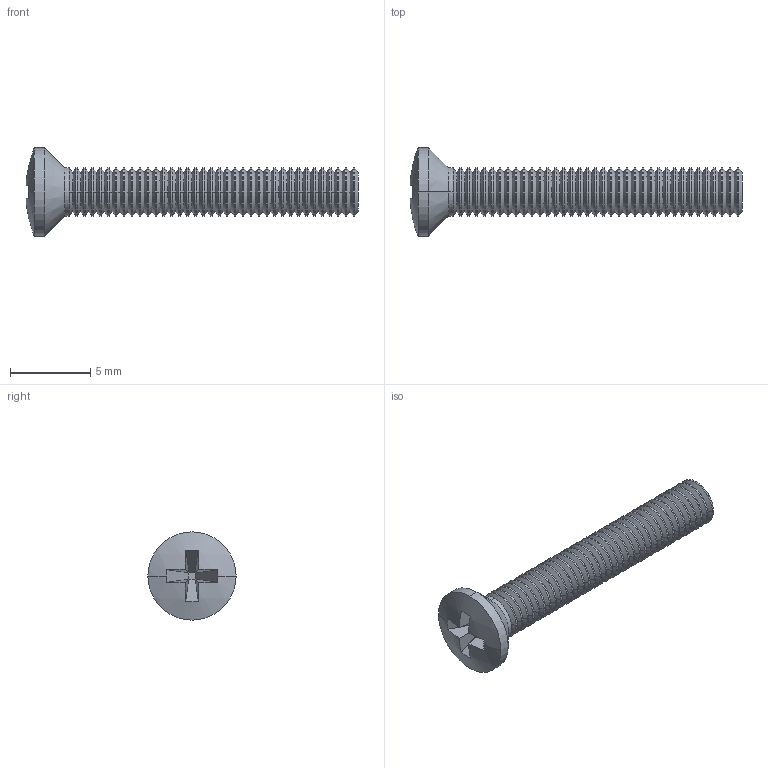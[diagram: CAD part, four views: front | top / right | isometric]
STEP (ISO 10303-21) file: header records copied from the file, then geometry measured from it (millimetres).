
FILE_DESCRIPTION (( 'STEP AP214' ), '1' );
FILE_NAME ('m3-13mm.STEP', '2021-08-31T19:26:50', ( '' ), ( '' ), 'SwSTEP 2.0', 'SolidWorks 2019', '' );
FILE_SCHEMA (( 'AUTOMOTIVE_DESIGN' ));
Length unit declared in the file: millimetre
Products named in the file (1): m3-13mm
Bounding box: 20.7 x 5.5 x 5.5 mm (x, y, z)
Volume: 146.8 mm3; surface area: 328.1 mm2
Topology: 1 solids, 1 shells, 240 faces, 630 edges, 392 vertices
Faces by surface type: cone 148, cylinder 76, plane 14, sphere 2
Entity records: 7546 total; most frequent: DIRECTION 1502, CARTESIAN_POINT 1263, ORIENTED_EDGE 1260, AXIS2_PLACEMENT_3D 631, EDGE_CURVE 630, VERTEX_POINT 392, CIRCLE 390, EDGE_LOOP 240
